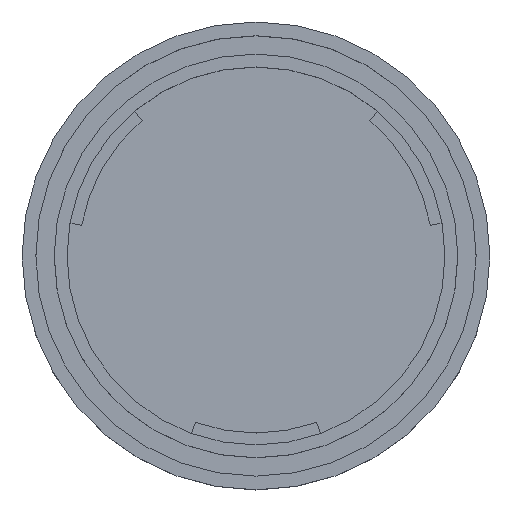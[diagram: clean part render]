
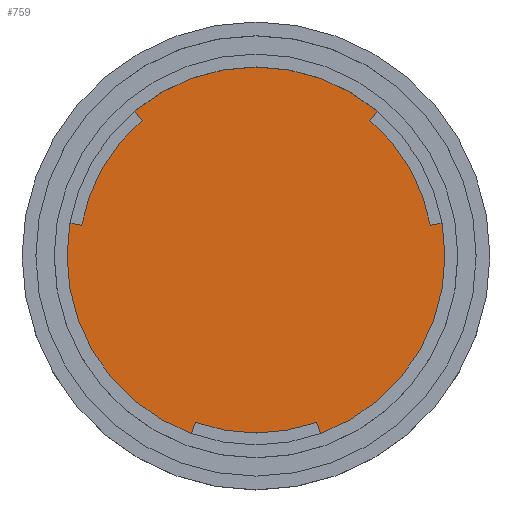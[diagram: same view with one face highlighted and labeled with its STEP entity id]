
A CAD part, top view. The second image highlights one B-rep face of the part: STEP entity #759.
In plain terms, the highlighted planar face has unit normal (0, 0, 1).
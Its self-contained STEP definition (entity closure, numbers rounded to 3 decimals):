
#209=CARTESIAN_POINT('',(86.758,-165.779,6.95));
#210=VERTEX_POINT('',#209);
#219=CARTESIAN_POINT('',(99.999,-170.598,6.95));
#220=VERTEX_POINT('',#219);
#221=CARTESIAN_POINT('',(99.999,-149.998,6.95));
#222=DIRECTION('',(0.,0.,1.));
#223=DIRECTION('',(-0.,-1.,0.));
#224=AXIS2_PLACEMENT_3D('',#221,#222,#223);
#225=CIRCLE('',#224,20.6);
#226=EDGE_CURVE('',#220,#210,#225,.T.);
#228=CARTESIAN_POINT('',(99.999,-149.998,6.95));
#229=DIRECTION('',(0.,0.,1.));
#230=DIRECTION('',(-0.,-1.,0.));
#231=AXIS2_PLACEMENT_3D('',#228,#229,#230);
#232=CIRCLE('',#231,20.6);
#233=EDGE_CURVE('',#210,#220,#232,.T.);
#750=CARTESIAN_POINT('',(199.585,-233.561,6.95));
#751=DIRECTION('',(0.,-0.,-1.));
#752=DIRECTION('',(-0.643,-0.766,0.));
#753=AXIS2_PLACEMENT_3D('',#750,#751,#752);
#754=PLANE('',#753);
#755=ORIENTED_EDGE('',*,*,#226,.T.);
#756=ORIENTED_EDGE('',*,*,#233,.T.);
#757=EDGE_LOOP('',(#755,#756));
#758=FACE_BOUND('',#757,.T.);
#759=ADVANCED_FACE('',(#758),#754,.F.);
